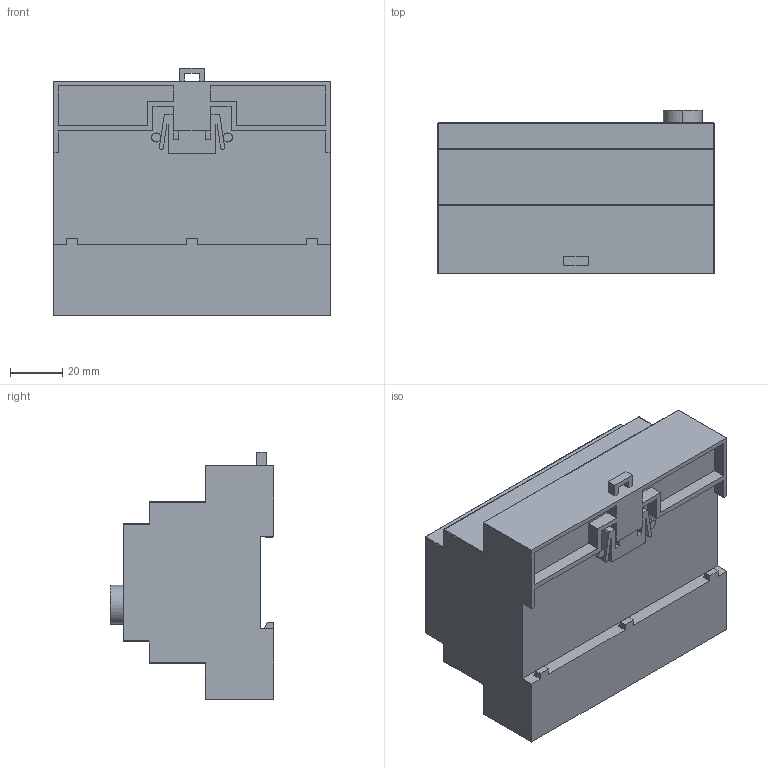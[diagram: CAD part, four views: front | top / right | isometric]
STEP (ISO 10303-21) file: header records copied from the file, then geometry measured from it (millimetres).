
FILE_DESCRIPTION (( 'STEP AP214' ), '1' );
FILE_NAME ('304039.STEP', '2020-09-25T11:22:04', ( '' ), ( '' ), 'SwSTEP 2.0', 'SolidWorks 2018', '' );
FILE_SCHEMA (( 'AUTOMOTIVE_DESIGN' ));
Length unit declared in the file: millimetre
Products named in the file (1): 304039
Bounding box: 106 x 62.8 x 95 mm (x, y, z)
Volume: 392437.3 mm3; surface area: 46207.5 mm2
Topology: 1 solids, 1 shells, 462 faces, 1191 edges, 758 vertices
Faces by surface type: plane 326, cylinder 68, bspline 68
Entity records: 16836 total; most frequent: CARTESIAN_POINT 5943, ORIENTED_EDGE 2358, DIRECTION 2013, EDGE_CURVE 1179, LINE 923, VECTOR 923, VERTEX_POINT 758, AXIS2_PLACEMENT_3D 545
